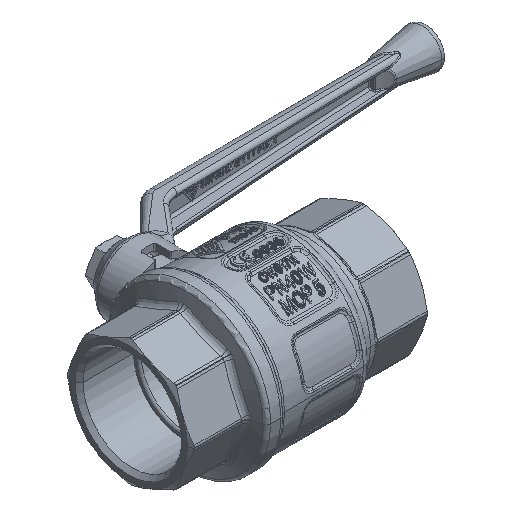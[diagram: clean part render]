
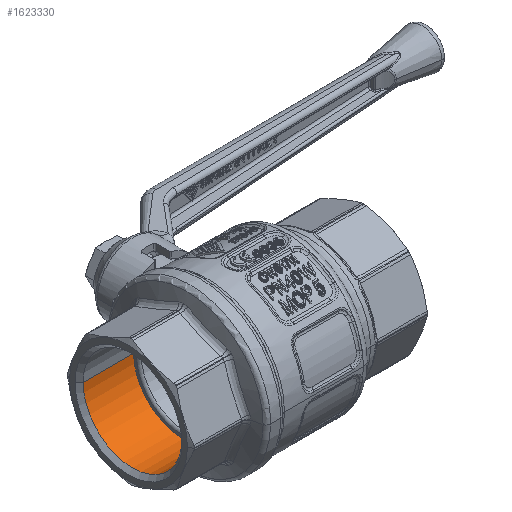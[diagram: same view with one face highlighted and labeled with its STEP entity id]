
A CAD part, isometric view. The second image highlights one B-rep face of the part: STEP entity #1623330.
In plain terms, the highlighted cylindrical face has radius 22.425 mm (diameter 44.85 mm), a partial arc.
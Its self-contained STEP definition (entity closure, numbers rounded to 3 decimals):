
#1320170=CARTESIAN_POINT('',(29.25,22.425,
0.));
#1320180=VERTEX_POINT('',#1320170);
#1320210=CARTESIAN_POINT('',(29.25,0.,0.));
#1320220=DIRECTION('',(-1.,0.,0.));
#1320230=DIRECTION('',(0.,1.,0.));
#1320240=AXIS2_PLACEMENT_3D('',#1320210,#1320220,#1320230);
#1320250=CIRCLE('',#1320240,22.425);
#1320260=CARTESIAN_POINT('',(29.25,-22.425,0.));
#1320270=VERTEX_POINT('',#1320260);
#1320520=CARTESIAN_POINT('',(40.713,-22.425,
0.));
#1320530=DIRECTION('',(-1.,0.,0.));
#1320540=VECTOR('',#1320530,1.);
#1320550=LINE('',#1320520,#1320540);
#1320560=CARTESIAN_POINT('',(52.175,-22.425,
0.));
#1320570=VERTEX_POINT('',#1320560);
#1320580=EDGE_CURVE('',#1320570,#1320270,#1320550,.T.);
#1320610=CARTESIAN_POINT('',(40.713,22.425,0.));
#1320620=DIRECTION('',(-1.,0.,0.));
#1320630=VECTOR('',#1320620,1.);
#1320640=LINE('',#1320610,#1320630);
#1320650=CARTESIAN_POINT('',(52.175,22.425,0.));
#1320660=VERTEX_POINT('',#1320650);
#1320670=EDGE_CURVE('',#1320660,#1320180,#1320640,.T.);
#1320690=CARTESIAN_POINT('',(52.175,0.,0.));
#1320700=DIRECTION('',(1.,0.,0.));
#1320710=DIRECTION('',(0.,-1.,0.));
#1320720=AXIS2_PLACEMENT_3D('',#1320690,#1320700,#1320710);
#1320730=CIRCLE('',#1320720,22.425);
#1320990=EDGE_CURVE('',#1320660,#1320570,#1320730,.T.);
#1620880=EDGE_CURVE('',#1320270,#1320180,#1320250,.T.);
#1623220=CARTESIAN_POINT('',(40.713,0.,0.));
#1623230=DIRECTION('',(-1.,0.,0.));
#1623240=DIRECTION('',(0.,1.,0.));
#1623250=AXIS2_PLACEMENT_3D('',#1623220,#1623230,#1623240);
#1623260=CYLINDRICAL_SURFACE('',#1623250,22.425);
#1623270=ORIENTED_EDGE('',*,*,#1320580,.T.);
#1623280=ORIENTED_EDGE('',*,*,#1320990,.T.);
#1623290=ORIENTED_EDGE('',*,*,#1320670,.F.);
#1623300=ORIENTED_EDGE('',*,*,#1620880,.T.);
#1623310=EDGE_LOOP('',(#1623300,#1623290,#1623280,#1623270));
#1623320=FACE_OUTER_BOUND('',#1623310,.T.);
#1623330=ADVANCED_FACE('',(#1623320),#1623260,.F.);
